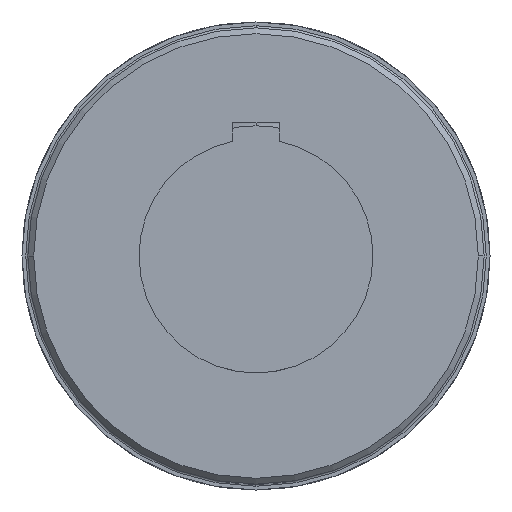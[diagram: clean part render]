
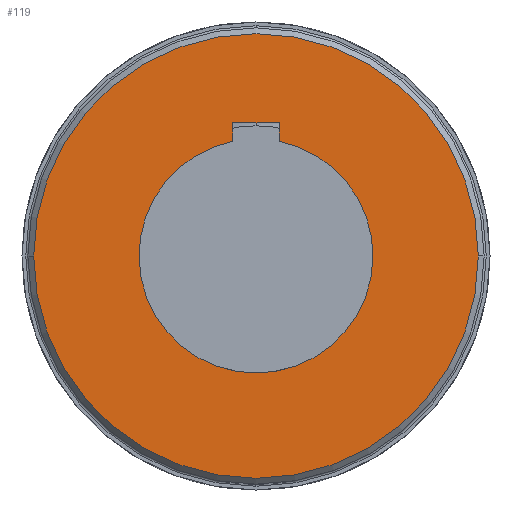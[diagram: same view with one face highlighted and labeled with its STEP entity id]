
A CAD part, left-side view. The second image highlights one B-rep face of the part: STEP entity #119.
In plain terms, the highlighted planar face has unit normal (-1, 0, 0).
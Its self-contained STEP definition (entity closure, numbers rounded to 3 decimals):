
#119=ADVANCED_FACE('',(#229,#230),#231,.T.);
#229=FACE_BOUND('',#383,.T.);
#230=FACE_OUTER_BOUND('',#384,.T.);
#231=PLANE('',#385);
#383=EDGE_LOOP('',(#777,#778,#779,#780,#781));
#384=EDGE_LOOP('',(#782,#783));
#385=AXIS2_PLACEMENT_3D('',#784,#785,#786);
#777=ORIENTED_EDGE('',*,*,#1206,.T.);
#778=ORIENTED_EDGE('',*,*,#1210,.T.);
#779=ORIENTED_EDGE('',*,*,#1190,.T.);
#780=ORIENTED_EDGE('',*,*,#1200,.T.);
#781=ORIENTED_EDGE('',*,*,#1203,.T.);
#782=ORIENTED_EDGE('',*,*,#1181,.F.);
#783=ORIENTED_EDGE('',*,*,#1221,.F.);
#784=CARTESIAN_POINT('',(-57.0,19.0,0.0));
#785=DIRECTION('',(-1.0,0.0,0.0));
#786=DIRECTION('',(0.0,-1.0,0.0));
#1181=EDGE_CURVE('',#1450,#1453,#1454,.T.);
#1190=EDGE_CURVE('',#1469,#1467,#1470,.T.);
#1200=EDGE_CURVE('',#1467,#1485,#1486,.T.);
#1203=EDGE_CURVE('',#1485,#1489,#1490,.T.);
#1206=EDGE_CURVE('',#1489,#1494,#1495,.T.);
#1210=EDGE_CURVE('',#1494,#1469,#1501,.T.);
#1221=EDGE_CURVE('',#1453,#1450,#1516,.T.);
#1450=VERTEX_POINT('',#2117);
#1453=VERTEX_POINT('',#2121);
#1454=CIRCLE('',#2122,38.0);
#1467=VERTEX_POINT('',#2139);
#1469=VERTEX_POINT('',#2142);
#1470=CIRCLE('',#2143,20.0);
#1485=VERTEX_POINT('',#2295);
#1486=LINE('',#2296,#2297);
#1489=VERTEX_POINT('',#2302);
#1490=LINE('',#2303,#2304);
#1494=VERTEX_POINT('',#2309);
#1495=LINE('',#2310,#2311);
#1501=CIRCLE('',#2319,20.0);
#1516=CIRCLE('',#2338,38.0);
#2117=CARTESIAN_POINT('',(-57.0,38.0,0.0));
#2121=CARTESIAN_POINT('',(-57.0,-38.0,0.));
#2122=AXIS2_PLACEMENT_3D('',#2965,#2966,#2967);
#2139=CARTESIAN_POINT('',(-57.0,4.0,19.596));
#2142=CARTESIAN_POINT('',(-57.0,0.,-20.0));
#2143=AXIS2_PLACEMENT_3D('',#2982,#2983,#2984);
#2295=CARTESIAN_POINT('',(-57.0,4.0,22.8));
#2296=CARTESIAN_POINT('',(-57.0,4.0,5.7));
#2297=VECTOR('',#2988,1.0);
#2302=CARTESIAN_POINT('',(-57.0,-4.0,22.8));
#2303=CARTESIAN_POINT('',(-57.0,9.5,22.8));
#2304=VECTOR('',#2991,1.0);
#2309=CARTESIAN_POINT('',(-57.0,-4.0,19.596));
#2310=CARTESIAN_POINT('',(-57.0,-4.0,5.7));
#2311=VECTOR('',#2996,1.0);
#2319=AXIS2_PLACEMENT_3D('',#3002,#3003,#3004);
#2338=AXIS2_PLACEMENT_3D('',#3027,#3028,#3029);
#2965=CARTESIAN_POINT('',(-57.0,0.0,0.0));
#2966=DIRECTION('',(1.0,0.0,0.0));
#2967=DIRECTION('',(0.0,1.0,0.0));
#2982=CARTESIAN_POINT('',(-57.0,0.0,0.0));
#2983=DIRECTION('',(1.0,0.0,0.0));
#2984=DIRECTION('',(0.0,0.0,-1.0));
#2988=DIRECTION('',(0.0,-0.0,1.0));
#2991=DIRECTION('',(0.0,-1.0,0.0));
#2996=DIRECTION('',(0.0,0.0,-1.0));
#3002=CARTESIAN_POINT('',(-57.0,0.0,0.0));
#3003=DIRECTION('',(1.0,0.0,0.0));
#3004=DIRECTION('',(0.0,0.0,-1.0));
#3027=CARTESIAN_POINT('',(-57.0,0.0,0.0));
#3028=DIRECTION('',(1.0,0.0,0.0));
#3029=DIRECTION('',(0.0,1.0,0.0));
